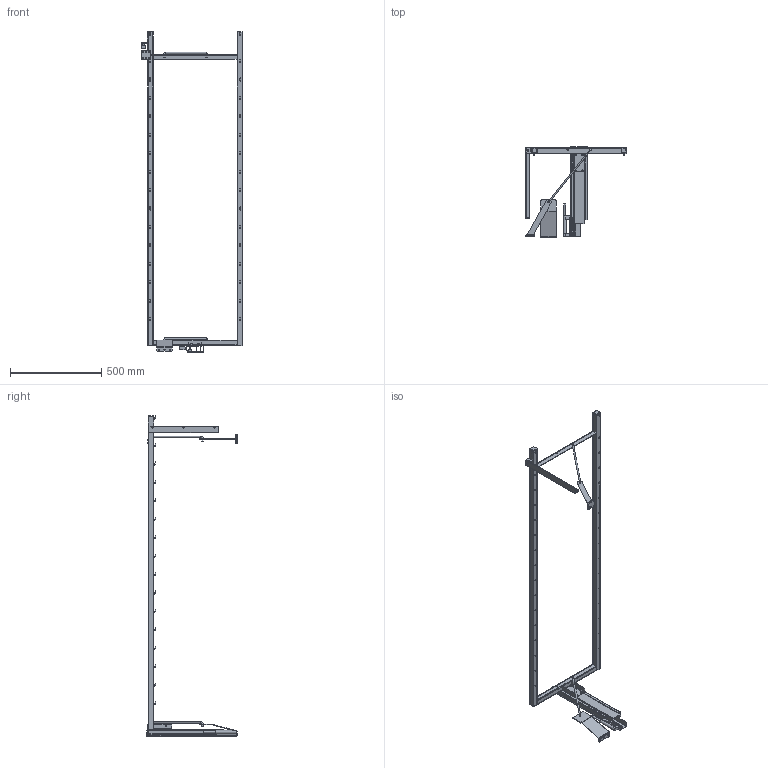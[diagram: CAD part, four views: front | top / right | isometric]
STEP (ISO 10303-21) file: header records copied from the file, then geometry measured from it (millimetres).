
FILE_DESCRIPTION(/* description */ (''),/* implementation_level */ '2;1');
FILE_NAME(/* name */ '3D_100-1219-XX_li 106222.stp',/* time_stamp */ '2022-03-17T14:47:52+01:00',/* author */ ('ps'),/* organization */ (''),/* preprocessor_version */ 'ST-DEVELOPER v18.1',/* originating_system */ 'Autodesk Inventor 2021',/* authorisation */ '');
FILE_SCHEMA (('CONFIG_CONTROL_DESIGN'));
Length unit declared in the file: millimetre
Products named in the file (9): Pleno Maxi li 1900 B600; Schiene S1 105972_Shrinkwrap_1; Rahmen Pleno Maxi li 1900 B600; Schiene S2 und Rahmen 1900 B600; Seitenführung Winkel 088904_Shrinkwrap_1; Seitenführung U-Profil kpl 100705_Shrinkwrap_1; Türanbindung oben_Shrinkwrap_1; Türanbindung unten; Koppelstange
Assembly tree (9 placements, depth 3):
  Pleno Maxi li 1900 B600
    Schiene S1 105972_Shrinkwrap_1
    Rahmen Pleno Maxi li 1900 B600
      Schiene S2 und Rahmen 1900 B600
      Seitenführung Winkel 088904_Shrinkwrap_1
    Seitenführung U-Profil kpl 100705_Shrinkwrap_1
    Türanbindung oben_Shrinkwrap_1
    Türanbindung unten
    Koppelstange  x2
Bounding box: 553.5 x 494 x 1758.5 mm (x, y, z)
Volume: 1629073 mm3; surface area: 1352771 mm2
Topology: 8 solids, 18 shells, 956 faces, 2296 edges, 1413 vertices
Faces by surface type: plane 533, cylinder 298, torus 54, cone 38, bspline 29, sphere 4
Full cylindrical faces by diameter (mm): 0.2 x6, 4 x64, 4.5 x2, 5 x2, 5.5 x2, 6 x4, 6.5 x22, 8 x16, 9.5 x1, 9.9 x1, 10 x5, 18 x1, 18.7 x1
Entity records: 28551 total; most frequent: CARTESIAN_POINT 5513, DIRECTION 4917, ORIENTED_EDGE 4560, EDGE_CURVE 2280, AXIS2_PLACEMENT_3D 1748, LINE 1421, VECTOR 1421, VERTEX_POINT 1403
